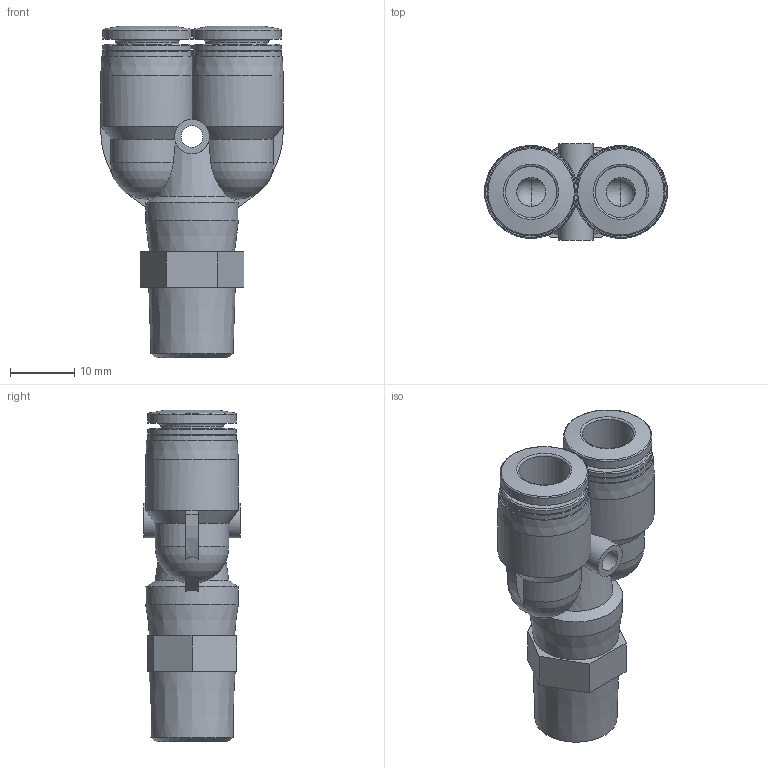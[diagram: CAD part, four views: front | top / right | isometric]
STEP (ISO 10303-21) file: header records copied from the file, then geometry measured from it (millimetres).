
FILE_DESCRIPTION(/* description */ ('STEP AP214'),/* implementation_level */ '2;1');
FILE_NAME(/* name */ '133086_NPQP-Y-R14-Q8-FD-P10',/* time_stamp */ '2024-09-13T08:21:37+02:00',/* author */ ('License CC BY-ND 4.0'),/* organization */ ('CADENAS'),/* preprocessor_version */ 'ST-DEVELOPER v19.3',/* originating_system */ 'PARTsolutions',/* authorisation */ ' ');
FILE_SCHEMA (('AUTOMOTIVE_DESIGN {1 0 10303 214 3 1 1}'));
Length unit declared in the file: millimetre
Products named in the file (1): 133086 NPQP-Y-R14-Q8-FD-P10
Bounding box: 28.5 x 15.1 x 51.7 mm (x, y, z)
Volume: 8553.3 mm3; surface area: 5750 mm2
Topology: 1 solids, 1 shells, 93 faces, 227 edges, 141 vertices
Faces by surface type: plane 33, cylinder 28, cone 22, torus 6, sphere 4
Full cylindrical faces by diameter (mm): 3.4 x1, 4.5 x4, 5.4 x2, 8 x2, 9.8 x2, 13.8 x6, 14.5 x1
Entity records: 2551 total; most frequent: CARTESIAN_POINT 557, DIRECTION 415, ORIENTED_EDGE 356, AXIS2_PLACEMENT_3D 185, EDGE_CURVE 178, EDGE_LOOP 143, FACE_BOUND 143, VERTEX_POINT 131
